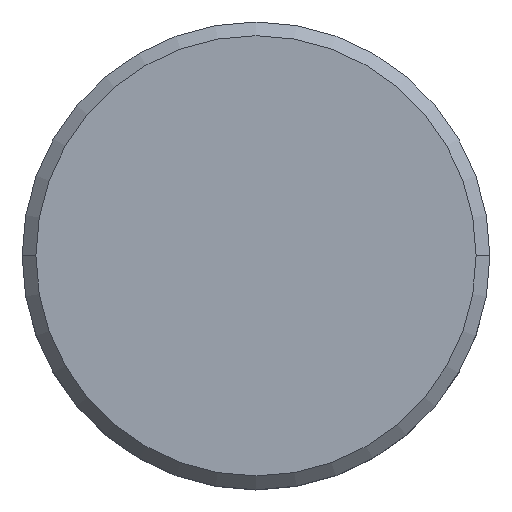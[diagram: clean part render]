
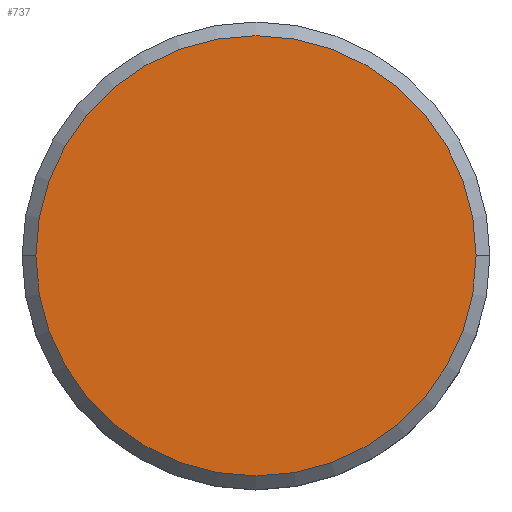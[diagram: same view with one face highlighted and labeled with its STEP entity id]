
A CAD part, top view. The second image highlights one B-rep face of the part: STEP entity #737.
In plain terms, the highlighted planar face has unit normal (0, 0, 1).
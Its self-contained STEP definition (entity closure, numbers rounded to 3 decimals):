
#3 = EDGE_CURVE ( 'NONE', #238, #171, #1013, .T. ) ;
#74 = PLANE ( 'NONE',  #927 ) ;
#107 = AXIS2_PLACEMENT_3D ( 'NONE', #728, #178, #900 ) ;
#171 = VERTEX_POINT ( 'NONE', #841 ) ;
#178 = DIRECTION ( 'NONE',  ( 0., 0., 1. ) ) ;
#238 = VERTEX_POINT ( 'NONE', #482 ) ;
#248 = CARTESIAN_POINT ( 'NONE',  ( 0., 0., 0. ) ) ;
#344 = EDGE_CURVE ( 'NONE', #171, #238, #1073, .T. ) ;
#432 = DIRECTION ( 'NONE',  ( 0., 0., 1. ) ) ;
#482 = CARTESIAN_POINT ( 'NONE',  ( -8., 0., 0. ) ) ;
#504 = DIRECTION ( 'NONE',  ( 0., 0., 1. ) ) ;
#590 = CARTESIAN_POINT ( 'NONE',  ( 0., 0., 0. ) ) ;
#686 = ORIENTED_EDGE ( 'NONE', *, *, #3, .T. ) ;
#719 = AXIS2_PLACEMENT_3D ( 'NONE', #590, #504, #1119 ) ;
#728 = CARTESIAN_POINT ( 'NONE',  ( 0., 0., 0. ) ) ;
#737 = ADVANCED_FACE ( 'NONE', ( #780 ), #74, .T. ) ;
#749 = EDGE_LOOP ( 'NONE', ( #686, #1019 ) ) ;
#780 = FACE_OUTER_BOUND ( 'NONE', #749, .T. ) ;
#841 = CARTESIAN_POINT ( 'NONE',  ( 8., 0., 0. ) ) ;
#900 = DIRECTION ( 'NONE',  ( 1., 0., 0. ) ) ;
#927 = AXIS2_PLACEMENT_3D ( 'NONE', #248, #432, #1022 ) ;
#1013 = CIRCLE ( 'NONE', #719, 8. ) ;
#1019 = ORIENTED_EDGE ( 'NONE', *, *, #344, .T. ) ;
#1022 = DIRECTION ( 'NONE',  ( 1., 0., 0. ) ) ;
#1073 = CIRCLE ( 'NONE', #107, 8. ) ;
#1119 = DIRECTION ( 'NONE',  ( 1., 0., 0. ) ) ;
